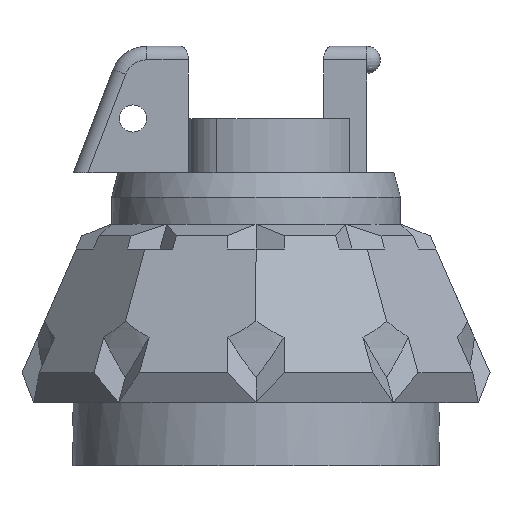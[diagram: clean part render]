
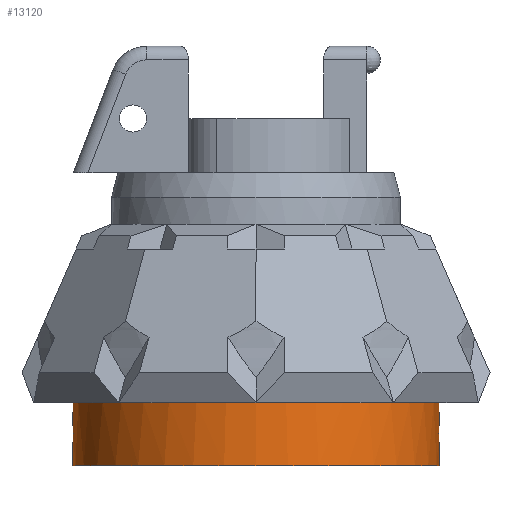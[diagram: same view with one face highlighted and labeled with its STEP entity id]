
A CAD part, left-side view. The second image highlights one B-rep face of the part: STEP entity #13120.
In plain terms, the highlighted cylindrical face has radius 20.3 mm (diameter 40.6 mm), a full revolution.
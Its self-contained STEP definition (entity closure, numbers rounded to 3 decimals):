
#1887=FACE_BOUND('',#2730,.T.);
#1888=FACE_BOUND('',#2731,.T.);
#1901=CIRCLE('',#13878,20.3);
#1902=CIRCLE('',#13879,20.3);
#1903=CIRCLE('',#13880,20.3);
#1904=CIRCLE('',#13881,20.3);
#1986=FACE_OUTER_BOUND('',#2729,.T.);
#2729=EDGE_LOOP('',(#8791,#8792,#8793,#8794,#8795,#8796));
#2730=EDGE_LOOP('',(#8797,#8798));
#2731=EDGE_LOOP('',(#8799,#8800));
#3482=LINE('',#20854,#4346);
#4346=VECTOR('',#15885,20.3);
#5208=B_SPLINE_CURVE_WITH_KNOTS('',3,(#20731,#20732,#20733,#20734,#20735,
#20736,#20737,#20738,#20739,#20740,#20741,#20742,#20743,#20744,#20745,#20746,
#20747,#20748,#20749,#20750,#20751,#20752,#20753,#20754,#20755,#20756),
 .UNSPECIFIED.,.F.,.F.,(4,2,2,2,2,2,2,2,2,2,2,2,4),(0.,0.057,
0.113,0.17,0.226,0.283,
0.339,0.396,0.452,0.509,
0.565,0.622,0.678),.UNSPECIFIED.);
#5211=B_SPLINE_CURVE_WITH_KNOTS('',3,(#20796,#20797,#20798,#20799,#20800,
#20801,#20802,#20803,#20804,#20805),.UNSPECIFIED.,.F.,.F.,(4,2,2,2,4),(0.678,
0.735,0.791,0.848,0.904),
 .UNSPECIFIED.);
#5214=B_SPLINE_CURVE_WITH_KNOTS('',3,(#20862,#20863,#20864,#20865,#20866,
#20867,#20868,#20869,#20870,#20871,#20872,#20873,#20874,#20875,#20876,#20877,
#20878,#20879,#20880,#20881,#20882,#20883,#20884,#20885,#20886,#20887),
 .UNSPECIFIED.,.F.,.F.,(4,2,2,2,2,2,2,2,2,2,2,2,4),(0.,0.057,
0.113,0.17,0.226,0.283,0.339,
0.396,0.452,0.509,0.565,
0.622,0.678),.UNSPECIFIED.);
#5215=B_SPLINE_CURVE_WITH_KNOTS('',3,(#20888,#20889,#20890,#20891,#20892,
#20893,#20894,#20895,#20896,#20897),.UNSPECIFIED.,.F.,.F.,(4,2,2,2,4),(0.678,
0.735,0.791,0.848,0.904),
 .UNSPECIFIED.);
#5224=VERTEX_POINT('',#20729);
#5225=VERTEX_POINT('',#20730);
#5232=VERTEX_POINT('',#20851);
#5233=VERTEX_POINT('',#20853);
#5234=VERTEX_POINT('',#20855);
#5235=VERTEX_POINT('',#20857);
#5236=VERTEX_POINT('',#20860);
#5237=VERTEX_POINT('',#20861);
#6632=EDGE_CURVE('',#5224,#5225,#5208,.T.);
#6636=EDGE_CURVE('',#5225,#5224,#5211,.T.);
#6642=EDGE_CURVE('',#5232,#5232,#1901,.T.);
#6643=EDGE_CURVE('',#5232,#5233,#3482,.T.);
#6644=EDGE_CURVE('',#5234,#5233,#1902,.T.);
#6645=EDGE_CURVE('',#5235,#5234,#1903,.T.);
#6646=EDGE_CURVE('',#5233,#5235,#1904,.T.);
#6647=EDGE_CURVE('',#5236,#5237,#5214,.T.);
#6648=EDGE_CURVE('',#5237,#5236,#5215,.T.);
#8791=ORIENTED_EDGE('',*,*,#6642,.F.);
#8792=ORIENTED_EDGE('',*,*,#6643,.T.);
#8793=ORIENTED_EDGE('',*,*,#6644,.F.);
#8794=ORIENTED_EDGE('',*,*,#6645,.F.);
#8795=ORIENTED_EDGE('',*,*,#6646,.F.);
#8796=ORIENTED_EDGE('',*,*,#6643,.F.);
#8797=ORIENTED_EDGE('',*,*,#6647,.T.);
#8798=ORIENTED_EDGE('',*,*,#6648,.T.);
#8799=ORIENTED_EDGE('',*,*,#6632,.F.);
#8800=ORIENTED_EDGE('',*,*,#6636,.F.);
#13069=CYLINDRICAL_SURFACE('',#13877,20.3);
#13120=ADVANCED_FACE('',(#1986,#1887,#1888),#13069,.T.);
#13877=AXIS2_PLACEMENT_3D('',#20850,#15881,#15882);
#13878=AXIS2_PLACEMENT_3D('',#20852,#15883,#15884);
#13879=AXIS2_PLACEMENT_3D('',#20856,#15886,#15887);
#13880=AXIS2_PLACEMENT_3D('',#20858,#15888,#15889);
#13881=AXIS2_PLACEMENT_3D('',#20859,#15890,#15891);
#15881=DIRECTION('center_axis',(0.,0.,-1.));
#15882=DIRECTION('ref_axis',(1.,0.,0.));
#15883=DIRECTION('center_axis',(0.,0.,-1.));
#15884=DIRECTION('ref_axis',(1.,0.,0.));
#15885=DIRECTION('',(0.,0.,1.));
#15886=DIRECTION('center_axis',(0.,0.,1.));
#15887=DIRECTION('ref_axis',(1.,0.,0.));
#15888=DIRECTION('center_axis',(0.,0.,1.));
#15889=DIRECTION('ref_axis',(1.,0.,0.));
#15890=DIRECTION('center_axis',(0.,0.,1.));
#15891=DIRECTION('ref_axis',(1.,0.,0.));
#20729=CARTESIAN_POINT('',(1.5,20.245,-26.25));
#20730=CARTESIAN_POINT('',(0.,20.3,-24.75));
#20731=CARTESIAN_POINT('Ctrl Pts',(1.5,20.245,-26.25));
#20732=CARTESIAN_POINT('Ctrl Pts',(1.5,20.245,-26.438));
#20733=CARTESIAN_POINT('Ctrl Pts',(1.462,20.247,-26.639));
#20734=CARTESIAN_POINT('Ctrl Pts',(1.309,20.258,-27.009));
#20735=CARTESIAN_POINT('Ctrl Pts',(1.194,20.265,-27.178));
#20736=CARTESIAN_POINT('Ctrl Pts',(0.928,20.279,-27.444));
#20737=CARTESIAN_POINT('Ctrl Pts',(0.759,20.287,-27.559));
#20738=CARTESIAN_POINT('Ctrl Pts',(0.389,20.297,-27.712));
#20739=CARTESIAN_POINT('Ctrl Pts',(0.188,20.3,-27.75));
#20740=CARTESIAN_POINT('Ctrl Pts',(-0.188,20.3,
-27.75));
#20741=CARTESIAN_POINT('Ctrl Pts',(-0.389,20.297,
-27.712));
#20742=CARTESIAN_POINT('Ctrl Pts',(-0.759,20.287,
-27.559));
#20743=CARTESIAN_POINT('Ctrl Pts',(-0.928,20.279,-27.444));
#20744=CARTESIAN_POINT('Ctrl Pts',(-1.194,20.265,-27.178));
#20745=CARTESIAN_POINT('Ctrl Pts',(-1.309,20.258,-27.009));
#20746=CARTESIAN_POINT('Ctrl Pts',(-1.462,20.247,-26.639));
#20747=CARTESIAN_POINT('Ctrl Pts',(-1.5,20.245,-26.438));
#20748=CARTESIAN_POINT('Ctrl Pts',(-1.5,20.245,-26.062));
#20749=CARTESIAN_POINT('Ctrl Pts',(-1.462,20.247,-25.861));
#20750=CARTESIAN_POINT('Ctrl Pts',(-1.309,20.258,-25.491));
#20751=CARTESIAN_POINT('Ctrl Pts',(-1.194,20.265,-25.322));
#20752=CARTESIAN_POINT('Ctrl Pts',(-0.928,20.279,
-25.056));
#20753=CARTESIAN_POINT('Ctrl Pts',(-0.759,20.287,-24.941));
#20754=CARTESIAN_POINT('Ctrl Pts',(-0.389,20.297,-24.788));
#20755=CARTESIAN_POINT('Ctrl Pts',(-0.188,20.3,
-24.75));
#20756=CARTESIAN_POINT('Ctrl Pts',(0.,20.3,-24.75));
#20796=CARTESIAN_POINT('Ctrl Pts',(0.,20.3,-24.75));
#20797=CARTESIAN_POINT('Ctrl Pts',(0.188,20.3,-24.75));
#20798=CARTESIAN_POINT('Ctrl Pts',(0.389,20.297,-24.788));
#20799=CARTESIAN_POINT('Ctrl Pts',(0.759,20.287,-24.941));
#20800=CARTESIAN_POINT('Ctrl Pts',(0.928,20.279,-25.056));
#20801=CARTESIAN_POINT('Ctrl Pts',(1.194,20.265,-25.322));
#20802=CARTESIAN_POINT('Ctrl Pts',(1.309,20.258,-25.491));
#20803=CARTESIAN_POINT('Ctrl Pts',(1.462,20.247,-25.861));
#20804=CARTESIAN_POINT('Ctrl Pts',(1.5,20.245,-26.062));
#20805=CARTESIAN_POINT('Ctrl Pts',(1.5,20.245,-26.25));
#20850=CARTESIAN_POINT('Origin',(0.,0.,-22.75));
#20851=CARTESIAN_POINT('',(-20.3,0.,-29.75));
#20852=CARTESIAN_POINT('Origin',(0.,0.,-29.75));
#20853=CARTESIAN_POINT('',(-20.3,0.,-22.75));
#20854=CARTESIAN_POINT('',(-20.3,0.,-22.75));
#20855=CARTESIAN_POINT('',(4.965,19.684,-22.75));
#20856=CARTESIAN_POINT('Origin',(0.,0.,-22.75));
#20857=CARTESIAN_POINT('',(4.965,-19.684,-22.75));
#20858=CARTESIAN_POINT('Origin',(0.,0.,-22.75));
#20859=CARTESIAN_POINT('Origin',(0.,0.,-22.75));
#20860=CARTESIAN_POINT('',(1.5,-20.245,-26.25));
#20861=CARTESIAN_POINT('',(0.,-20.3,-24.75));
#20862=CARTESIAN_POINT('Ctrl Pts',(1.5,-20.245,-26.25));
#20863=CARTESIAN_POINT('Ctrl Pts',(1.5,-20.245,-26.438));
#20864=CARTESIAN_POINT('Ctrl Pts',(1.462,-20.247,-26.639));
#20865=CARTESIAN_POINT('Ctrl Pts',(1.309,-20.258,-27.009));
#20866=CARTESIAN_POINT('Ctrl Pts',(1.194,-20.265,-27.178));
#20867=CARTESIAN_POINT('Ctrl Pts',(0.928,-20.279,-27.444));
#20868=CARTESIAN_POINT('Ctrl Pts',(0.759,-20.287,
-27.559));
#20869=CARTESIAN_POINT('Ctrl Pts',(0.389,-20.297,-27.712));
#20870=CARTESIAN_POINT('Ctrl Pts',(0.188,-20.3,
-27.75));
#20871=CARTESIAN_POINT('Ctrl Pts',(-0.188,-20.3,
-27.75));
#20872=CARTESIAN_POINT('Ctrl Pts',(-0.389,-20.297,
-27.712));
#20873=CARTESIAN_POINT('Ctrl Pts',(-0.759,-20.287,
-27.559));
#20874=CARTESIAN_POINT('Ctrl Pts',(-0.928,-20.279,
-27.444));
#20875=CARTESIAN_POINT('Ctrl Pts',(-1.194,-20.265,
-27.178));
#20876=CARTESIAN_POINT('Ctrl Pts',(-1.309,-20.258,
-27.009));
#20877=CARTESIAN_POINT('Ctrl Pts',(-1.462,-20.247,
-26.639));
#20878=CARTESIAN_POINT('Ctrl Pts',(-1.5,-20.245,
-26.438));
#20879=CARTESIAN_POINT('Ctrl Pts',(-1.5,-20.245,
-26.062));
#20880=CARTESIAN_POINT('Ctrl Pts',(-1.462,-20.247,
-25.861));
#20881=CARTESIAN_POINT('Ctrl Pts',(-1.309,-20.258,
-25.491));
#20882=CARTESIAN_POINT('Ctrl Pts',(-1.194,-20.265,-25.322));
#20883=CARTESIAN_POINT('Ctrl Pts',(-0.928,-20.279,
-25.056));
#20884=CARTESIAN_POINT('Ctrl Pts',(-0.759,-20.287,
-24.941));
#20885=CARTESIAN_POINT('Ctrl Pts',(-0.389,-20.297,
-24.788));
#20886=CARTESIAN_POINT('Ctrl Pts',(-0.188,-20.3,
-24.75));
#20887=CARTESIAN_POINT('Ctrl Pts',(0.,-20.3,-24.75));
#20888=CARTESIAN_POINT('Ctrl Pts',(0.,-20.3,-24.75));
#20889=CARTESIAN_POINT('Ctrl Pts',(0.188,-20.3,
-24.75));
#20890=CARTESIAN_POINT('Ctrl Pts',(0.389,-20.297,
-24.788));
#20891=CARTESIAN_POINT('Ctrl Pts',(0.759,-20.287,
-24.941));
#20892=CARTESIAN_POINT('Ctrl Pts',(0.928,-20.279,
-25.056));
#20893=CARTESIAN_POINT('Ctrl Pts',(1.194,-20.265,-25.322));
#20894=CARTESIAN_POINT('Ctrl Pts',(1.309,-20.258,-25.491));
#20895=CARTESIAN_POINT('Ctrl Pts',(1.462,-20.247,-25.861));
#20896=CARTESIAN_POINT('Ctrl Pts',(1.5,-20.245,-26.062));
#20897=CARTESIAN_POINT('Ctrl Pts',(1.5,-20.245,-26.25));
